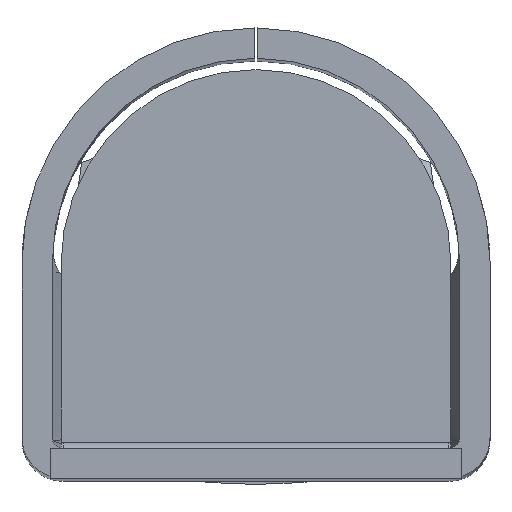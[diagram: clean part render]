
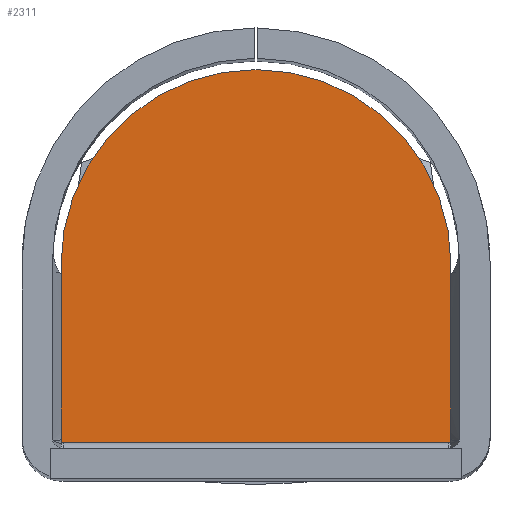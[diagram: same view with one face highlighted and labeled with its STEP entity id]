
A CAD part, top view. The second image highlights one B-rep face of the part: STEP entity #2311.
In plain terms, the highlighted planar face has unit normal (0, 0, 1).
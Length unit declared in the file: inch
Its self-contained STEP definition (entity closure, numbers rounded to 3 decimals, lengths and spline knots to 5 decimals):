
#81 = CARTESIAN_POINT ( 'NONE',  ( -0.089, -0.082, 0.039 ) ) ;
#106 = AXIS2_PLACEMENT_3D ( 'NONE', #1473, #4289, #1889 ) ;
#185 = CARTESIAN_POINT ( 'NONE',  ( 0.09, 0., 0.039 ) ) ;
#246 = VERTEX_POINT ( 'NONE', #380 ) ;
#358 = PLANE ( 'NONE',  #1021 ) ;
#380 = CARTESIAN_POINT ( 'NONE',  ( 0.089, -0.082, 0.039 ) ) ;
#529 = DIRECTION ( 'NONE',  ( 0., -1., 0. ) ) ;
#925 = VECTOR ( 'NONE', #529, 39.37008 ) ;
#964 = CIRCLE ( 'NONE', #1706, 0.001 ) ;
#983 = DIRECTION ( 'NONE',  ( 0., 1., 0. ) ) ;
#1021 = AXIS2_PLACEMENT_3D ( 'NONE', #4027, #1624, #4438 ) ;
#1059 = DIRECTION ( 'NONE',  ( 0., 0., 1. ) ) ;
#1175 = FACE_OUTER_BOUND ( 'NONE', #4767, .T. ) ;
#1310 = LINE ( 'NONE', #1640, #4399 ) ;
#1327 = EDGE_CURVE ( 'NONE', #2852, #4057, #4404, .T. ) ;
#1473 = CARTESIAN_POINT ( 'NONE',  ( 0., 0., 0.039 ) ) ;
#1622 = ORIENTED_EDGE ( 'NONE', *, *, #1327, .T. ) ;
#1624 = DIRECTION ( 'NONE',  ( 0., 0., 1. ) ) ;
#1640 = CARTESIAN_POINT ( 'NONE',  ( 0., -0.082, 0.039 ) ) ;
#1706 = AXIS2_PLACEMENT_3D ( 'NONE', #4454, #2057, #4882 ) ;
#1797 = EDGE_CURVE ( 'NONE', #3384, #246, #1310, .T. ) ;
#1868 = ORIENTED_EDGE ( 'NONE', *, *, #3016, .T. ) ;
#1889 = DIRECTION ( 'NONE',  ( 1., 0., 0. ) ) ;
#2015 = CIRCLE ( 'NONE', #2885, 0.001 ) ;
#2054 = DIRECTION ( 'NONE',  ( 1., 0., 0. ) ) ;
#2057 = DIRECTION ( 'NONE',  ( 0., 0., 1. ) ) ;
#2183 = CIRCLE ( 'NONE', #106, 0.09 ) ;
#2276 = VERTEX_POINT ( 'NONE', #4415 ) ;
#2311 = ADVANCED_FACE ( 'NONE', ( #1175 ), #358, .T. ) ;
#2569 = CARTESIAN_POINT ( 'NONE',  ( -0.09, -0.0859, 0.039 ) ) ;
#2852 = VERTEX_POINT ( 'NONE', #4606 ) ;
#2885 = AXIS2_PLACEMENT_3D ( 'NONE', #3473, #1059, #3879 ) ;
#2955 = VERTEX_POINT ( 'NONE', #185 ) ;
#3016 = EDGE_CURVE ( 'NONE', #246, #2276, #2015, .T. ) ;
#3171 = EDGE_CURVE ( 'NONE', #4057, #3384, #964, .T. ) ;
#3384 = VERTEX_POINT ( 'NONE', #81 ) ;
#3473 = CARTESIAN_POINT ( 'NONE',  ( 0.089, -0.081, 0.039 ) ) ;
#3537 = VECTOR ( 'NONE', #983, 39.37008 ) ;
#3584 = EDGE_CURVE ( 'NONE', #2955, #2852, #2183, .T. ) ;
#3675 = LINE ( 'NONE', #4640, #3537 ) ;
#3879 = DIRECTION ( 'NONE',  ( 1., 0., 0. ) ) ;
#4027 = CARTESIAN_POINT ( 'NONE',  ( 0., 0., 0.039 ) ) ;
#4057 = VERTEX_POINT ( 'NONE', #4079 ) ;
#4079 = CARTESIAN_POINT ( 'NONE',  ( -0.09, -0.081, 0.039 ) ) ;
#4289 = DIRECTION ( 'NONE',  ( 0., 0., 1. ) ) ;
#4399 = VECTOR ( 'NONE', #2054, 39.37008 ) ;
#4404 = LINE ( 'NONE', #2569, #925 ) ;
#4415 = CARTESIAN_POINT ( 'NONE',  ( 0.09, -0.081, 0.039 ) ) ;
#4438 = DIRECTION ( 'NONE',  ( 1., 0., 0. ) ) ;
#4454 = CARTESIAN_POINT ( 'NONE',  ( -0.089, -0.081, 0.039 ) ) ;
#4600 = EDGE_CURVE ( 'NONE', #2276, #2955, #3675, .T. ) ;
#4606 = CARTESIAN_POINT ( 'NONE',  ( -0.09, 0., 0.039 ) ) ;
#4640 = CARTESIAN_POINT ( 'NONE',  ( 0.09, 0., 0.039 ) ) ;
#4734 = ORIENTED_EDGE ( 'NONE', *, *, #3171, .T. ) ;
#4767 = EDGE_LOOP ( 'NONE', ( #1622, #4734, #4843, #1868, #4889, #5096 ) ) ;
#4843 = ORIENTED_EDGE ( 'NONE', *, *, #1797, .T. ) ;
#4882 = DIRECTION ( 'NONE',  ( 1., 0., 0. ) ) ;
#4889 = ORIENTED_EDGE ( 'NONE', *, *, #4600, .T. ) ;
#5096 = ORIENTED_EDGE ( 'NONE', *, *, #3584, .T. ) ;
